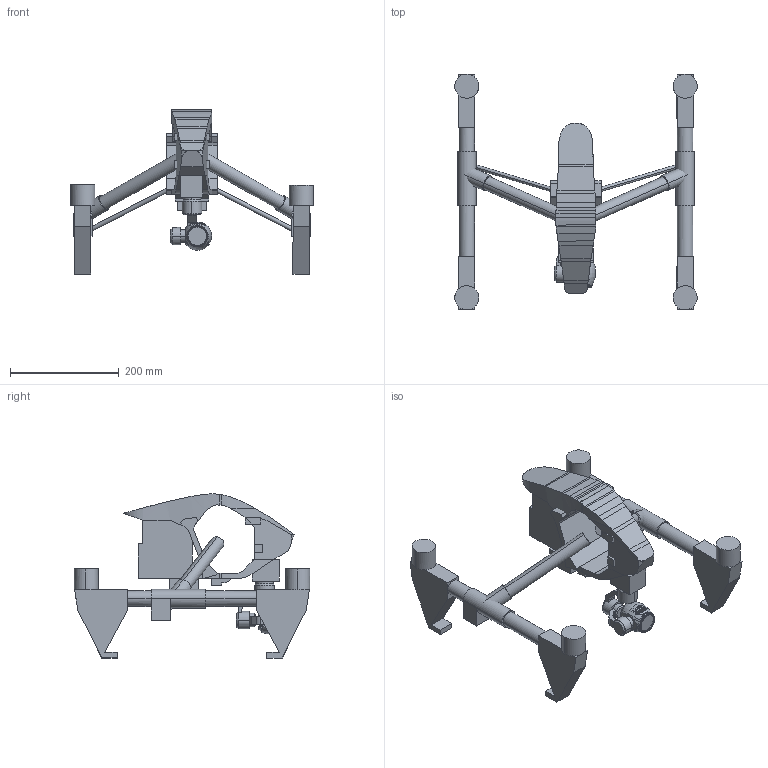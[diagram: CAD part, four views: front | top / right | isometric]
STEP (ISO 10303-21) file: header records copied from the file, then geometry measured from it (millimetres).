
FILE_DESCRIPTION (( 'STEP AP203' ), '1' );
FILE_NAME ('Inspire1.STEP', '2015-06-25T13:31:33', ( '' ), ( '' ), 'SwSTEP 2.0', 'SolidWorks 2013', '' );
FILE_SCHEMA (( 'CONFIG_CONTROL_DESIGN' ));
Length unit declared in the file: millimetre
Products named in the file (8): MirrorPart3^Inspire1; Part8^Inspire1; Part3^Inspire1; Inspire1; drone body; Part9^Inspire1; camera; MirrorPart9^Inspire1
Assembly tree (8 placements, depth 2):
  Inspire1
    Part3^Inspire1
    MirrorPart3^Inspire1
    Part8^Inspire1  x2
    Part9^Inspire1
    MirrorPart9^Inspire1
    drone body
    camera
Bounding box: 445.44 x 432.88 x 301.89 mm (x, y, z)
Volume: 3644976.5 mm3; surface area: 471778.9 mm2
Topology: 14 solids, 14 shells, 877 faces, 2280 edges, 1464 vertices
Faces by surface type: cylinder 317, plane 291, sphere 240, cone 14, bspline 10, torus 5
Entity records: 30254 total; most frequent: CARTESIAN_POINT 9398, ORIENTED_EDGE 4548, DIRECTION 3837, EDGE_CURVE 2274, AXIS2_PLACEMENT_3D 1554, VERTEX_POINT 1460, EDGE_LOOP 906, FACE_OUTER_BOUND 873
